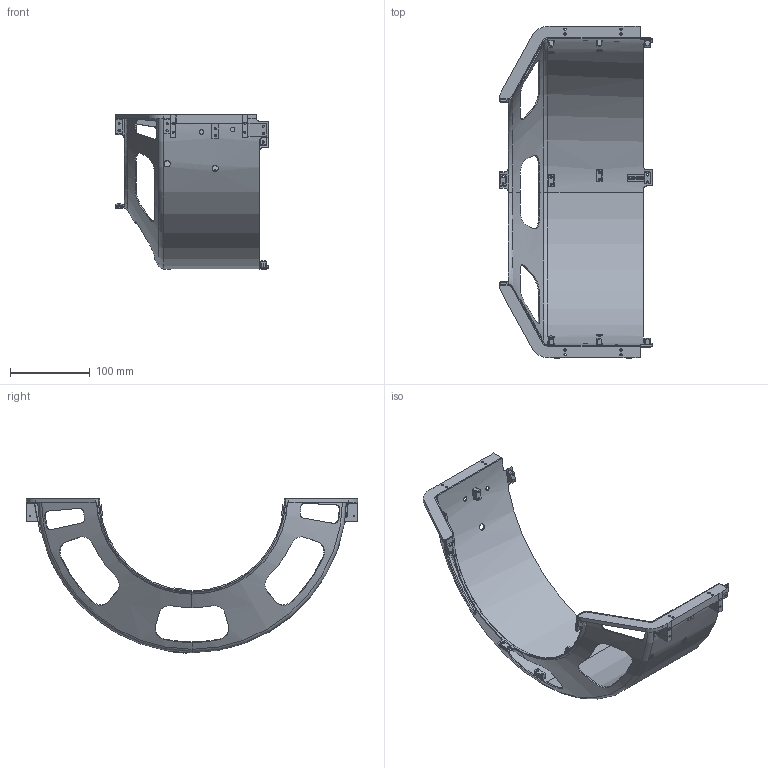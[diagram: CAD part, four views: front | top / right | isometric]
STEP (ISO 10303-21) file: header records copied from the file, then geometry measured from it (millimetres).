
FILE_DESCRIPTION (( 'STEP AP214' ), '1' );
FILE_NAME ('FVTX Cage Assy.STEP', '2009-11-20T15:18:16', ( ' ' ), ( '' ), 'SwSTEP 2.0', 'SolidWorks 2009', '' );
FILE_SCHEMA (( 'AUTOMOTIVE_DESIGN' ));
Length unit declared in the file: millimetre
Products named in the file (8): FVTX Cage Internal Mounting Block; FVTX Cage Disk 1 Mounting Block; FVTX Cage Shell; FVTX Cage Mounting Block Stiffening Wedge; Adhesive; FVTX Cage External Mounting Block-2; FVTX Cage Assy; FVTX Cage External Mounting Block-1
Assembly tree (8 placements, depth 2):
  Adhesive
  FVTX Cage Assy
    FVTX Cage Internal Mounting Block  x3
    FVTX Cage External Mounting Block-2
    FVTX Cage Mounting Block Stiffening Wedge
    FVTX Cage External Mounting Block-1
    FVTX Cage Shell
    FVTX Cage Disk 1 Mounting Block
Bounding box: 191.65 x 416 x 193.3 mm (x, y, z)
Volume: 217538.6 mm3; surface area: 244768 mm2
Topology: 8 solids, 8 shells, 681 faces, 1885 edges, 1220 vertices
Faces by surface type: plane 293, cylinder 272, bspline 52, cone 32, torus 28, sphere 4
Entity records: 28225 total; most frequent: CARTESIAN_POINT 10328, ORIENTED_EDGE 3478, DIRECTION 2769, EDGE_CURVE 1739, VERTEX_POINT 1140, AXIS2_PLACEMENT_3D 968, VECTOR 833, LINE 833
